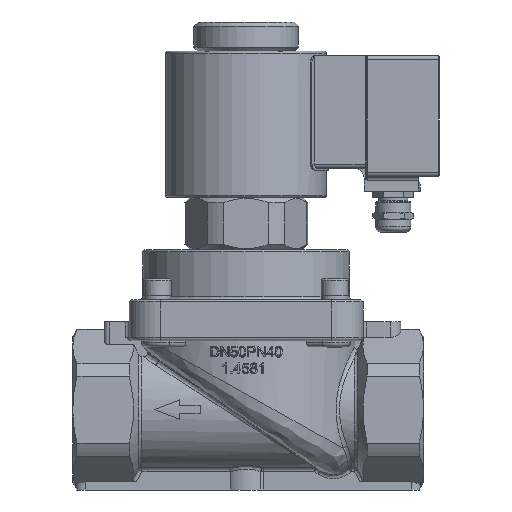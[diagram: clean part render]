
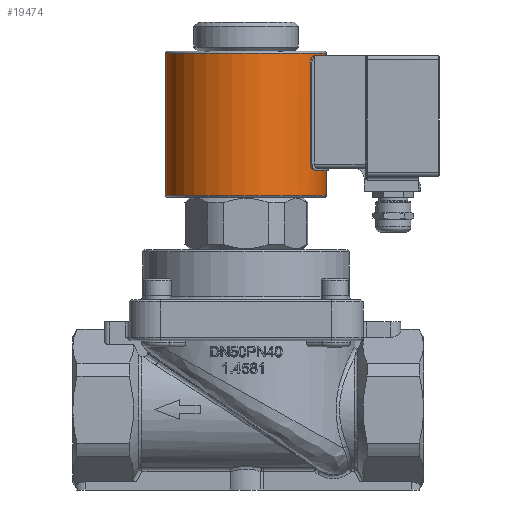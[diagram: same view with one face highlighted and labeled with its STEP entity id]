
A CAD part, left-side view. The second image highlights one B-rep face of the part: STEP entity #19474.
In plain terms, the highlighted cylindrical face has radius 38.5 mm (diameter 77 mm), a full revolution.
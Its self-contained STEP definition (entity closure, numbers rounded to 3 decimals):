
#520=LINE('',#28605,#1652);
#521=LINE('',#28607,#1653);
#1652=VECTOR('',#22688,47.);
#1653=VECTOR('',#22691,47.);
#2700=B_SPLINE_CURVE_WITH_KNOTS('',3,(#28531,#28532,#28533,#28534,#28535,
#28536,#28537,#28538,#28539,#28540),.UNSPECIFIED.,.F.,.F.,(4,2,2,2,4),(-0.603,
-0.452,-0.301,-0.151,0.),
 .UNSPECIFIED.);
#2703=B_SPLINE_CURVE_WITH_KNOTS('',3,(#28561,#28562,#28563,#28564,#28565,
#28566,#28567,#28568,#28569,#28570),.UNSPECIFIED.,.F.,.F.,(4,2,2,2,4),(0.,
0.151,0.301,0.452,0.603),
 .UNSPECIFIED.);
#2704=B_SPLINE_CURVE_WITH_KNOTS('',3,(#28575,#28576,#28577,#28578,#28579,
#28580,#28581,#28582,#28583,#28584),.UNSPECIFIED.,.F.,.F.,(4,2,2,2,4),(0.606,
0.757,0.908,1.059,1.21),
 .UNSPECIFIED.);
#2705=B_SPLINE_CURVE_WITH_KNOTS('',3,(#28593,#28594,#28595,#28596,#28597,
#28598,#28599,#28600,#28601,#28602),.UNSPECIFIED.,.F.,.F.,(4,2,2,2,4),(1.21,
1.36,1.511,1.662,1.813),
 .UNSPECIFIED.);
#3916=FACE_BOUND('',#6012,.T.);
#3917=FACE_BOUND('',#6013,.T.);
#4696=FACE_OUTER_BOUND('',#6011,.T.);
#6011=EDGE_LOOP('',(#14858));
#6012=EDGE_LOOP('',(#14859));
#6013=EDGE_LOOP('',(#14860,#14861,#14862,#14863,#14864,#14865,#14866,#14867));
#6768=CIRCLE('',#20308,38.5);
#7167=CIRCLE('',#21114,38.5);
#7193=CIRCLE('',#21196,38.5);
#7194=CIRCLE('',#21197,38.5);
#7774=VERTEX_POINT('',#28529);
#7775=VERTEX_POINT('',#28530);
#7778=VERTEX_POINT('',#28558);
#7779=VERTEX_POINT('',#28560);
#7780=VERTEX_POINT('',#28573);
#7781=VERTEX_POINT('',#28574);
#7782=VERTEX_POINT('',#28588);
#7783=VERTEX_POINT('',#28592);
#8481=VERTEX_POINT('',#31977);
#8482=VERTEX_POINT('',#31979);
#9616=EDGE_CURVE('',#7774,#7775,#2700,.T.);
#9622=EDGE_CURVE('',#7779,#7778,#2703,.T.);
#9624=EDGE_CURVE('',#7780,#7781,#2704,.T.);
#9627=EDGE_CURVE('',#7782,#7780,#6768,.T.);
#9629=EDGE_CURVE('',#7783,#7782,#2705,.T.);
#9631=EDGE_CURVE('',#7775,#7783,#520,.T.);
#9632=EDGE_CURVE('',#7781,#7779,#521,.T.);
#10698=EDGE_CURVE('',#7778,#7774,#7167,.T.);
#10755=EDGE_CURVE('',#8481,#8481,#7193,.T.);
#10756=EDGE_CURVE('',#8482,#8482,#7194,.T.);
#14858=ORIENTED_EDGE('',*,*,#10755,.F.);
#14859=ORIENTED_EDGE('',*,*,#10756,.F.);
#14860=ORIENTED_EDGE('',*,*,#9624,.T.);
#14861=ORIENTED_EDGE('',*,*,#9632,.T.);
#14862=ORIENTED_EDGE('',*,*,#9622,.T.);
#14863=ORIENTED_EDGE('',*,*,#10698,.T.);
#14864=ORIENTED_EDGE('',*,*,#9616,.T.);
#14865=ORIENTED_EDGE('',*,*,#9631,.T.);
#14866=ORIENTED_EDGE('',*,*,#9629,.T.);
#14867=ORIENTED_EDGE('',*,*,#9627,.T.);
#17527=CYLINDRICAL_SURFACE('',#21195,38.5);
#19474=ADVANCED_FACE('',(#4696,#3916,#3917),#17527,.T.);
#20308=AXIS2_PLACEMENT_3D('',#28589,#22680,#22681);
#21114=AXIS2_PLACEMENT_3D('',#31855,#24845,#24846);
#21195=AXIS2_PLACEMENT_3D('',#31976,#25033,#25034);
#21196=AXIS2_PLACEMENT_3D('',#31978,#25035,#25036);
#21197=AXIS2_PLACEMENT_3D('',#31980,#25037,#25038);
#22680=DIRECTION('center_axis',(0.,0.,
-1.));
#22681=DIRECTION('ref_axis',(1.,0.,0.));
#22688=DIRECTION('',(0.,0.,-1.));
#22691=DIRECTION('',(0.,0.,1.));
#24845=DIRECTION('center_axis',(0.,0.,
1.));
#24846=DIRECTION('ref_axis',(1.,0.,0.));
#25033=DIRECTION('center_axis',(0.,0.,
-1.));
#25034=DIRECTION('ref_axis',(1.,0.,0.));
#25035=DIRECTION('center_axis',(0.,0.,
1.));
#25036=DIRECTION('ref_axis',(1.,0.,0.));
#25037=DIRECTION('center_axis',(0.,0.,
-1.));
#25038=DIRECTION('ref_axis',(1.,0.,0.));
#28529=CARTESIAN_POINT('',(19.968,-32.917,169.6));
#28530=CARTESIAN_POINT('',(23.28,-30.664,165.6));
#28531=CARTESIAN_POINT('Ctrl Pts',(19.968,-32.917,169.6));
#28532=CARTESIAN_POINT('Ctrl Pts',(20.398,-32.656,169.6));
#28533=CARTESIAN_POINT('Ctrl Pts',(20.852,-32.368,169.5));
#28534=CARTESIAN_POINT('Ctrl Pts',(21.675,-31.822,169.092));
#28535=CARTESIAN_POINT('Ctrl Pts',(22.046,-31.565,168.784));
#28536=CARTESIAN_POINT('Ctrl Pts',(22.625,-31.152,168.073));
#28537=CARTESIAN_POINT('Ctrl Pts',(22.873,-30.97,167.624));
#28538=CARTESIAN_POINT('Ctrl Pts',(23.2,-30.725,166.638));
#28539=CARTESIAN_POINT('Ctrl Pts',(23.28,-30.664,166.102));
#28540=CARTESIAN_POINT('Ctrl Pts',(23.28,-30.664,165.6));
#28558=CARTESIAN_POINT('',(-19.968,-32.917,169.6));
#28560=CARTESIAN_POINT('',(-23.28,-30.664,165.6));
#28561=CARTESIAN_POINT('Ctrl Pts',(-23.28,-30.664,
165.6));
#28562=CARTESIAN_POINT('Ctrl Pts',(-23.28,-30.664,
166.102));
#28563=CARTESIAN_POINT('Ctrl Pts',(-23.2,-30.725,
166.638));
#28564=CARTESIAN_POINT('Ctrl Pts',(-22.873,-30.97,167.624));
#28565=CARTESIAN_POINT('Ctrl Pts',(-22.625,-31.152,
168.073));
#28566=CARTESIAN_POINT('Ctrl Pts',(-22.046,-31.565,
168.784));
#28567=CARTESIAN_POINT('Ctrl Pts',(-21.675,-31.822,
169.092));
#28568=CARTESIAN_POINT('Ctrl Pts',(-20.852,-32.368,169.5));
#28569=CARTESIAN_POINT('Ctrl Pts',(-20.398,-32.656,
169.6));
#28570=CARTESIAN_POINT('Ctrl Pts',(-19.968,-32.917,
169.6));
#28573=CARTESIAN_POINT('',(-19.968,-32.917,114.6));
#28574=CARTESIAN_POINT('',(-23.28,-30.664,118.6));
#28575=CARTESIAN_POINT('Ctrl Pts',(-19.968,-32.917,
114.6));
#28576=CARTESIAN_POINT('Ctrl Pts',(-20.398,-32.656,114.6));
#28577=CARTESIAN_POINT('Ctrl Pts',(-20.852,-32.368,
114.7));
#28578=CARTESIAN_POINT('Ctrl Pts',(-21.675,-31.822,115.108));
#28579=CARTESIAN_POINT('Ctrl Pts',(-22.046,-31.565,
115.416));
#28580=CARTESIAN_POINT('Ctrl Pts',(-22.625,-31.152,
116.127));
#28581=CARTESIAN_POINT('Ctrl Pts',(-22.873,-30.97,
116.576));
#28582=CARTESIAN_POINT('Ctrl Pts',(-23.2,-30.725,
117.562));
#28583=CARTESIAN_POINT('Ctrl Pts',(-23.28,-30.664,
118.098));
#28584=CARTESIAN_POINT('Ctrl Pts',(-23.28,-30.664,
118.6));
#28588=CARTESIAN_POINT('',(19.968,-32.917,114.6));
#28589=CARTESIAN_POINT('Origin',(0.,0.,
114.6));
#28592=CARTESIAN_POINT('',(23.28,-30.664,118.6));
#28593=CARTESIAN_POINT('Ctrl Pts',(23.28,-30.664,118.6));
#28594=CARTESIAN_POINT('Ctrl Pts',(23.28,-30.664,118.098));
#28595=CARTESIAN_POINT('Ctrl Pts',(23.2,-30.725,117.562));
#28596=CARTESIAN_POINT('Ctrl Pts',(22.873,-30.97,116.576));
#28597=CARTESIAN_POINT('Ctrl Pts',(22.625,-31.152,116.127));
#28598=CARTESIAN_POINT('Ctrl Pts',(22.046,-31.565,115.416));
#28599=CARTESIAN_POINT('Ctrl Pts',(21.675,-31.822,115.108));
#28600=CARTESIAN_POINT('Ctrl Pts',(20.852,-32.368,114.7));
#28601=CARTESIAN_POINT('Ctrl Pts',(20.398,-32.656,114.6));
#28602=CARTESIAN_POINT('Ctrl Pts',(19.968,-32.917,114.6));
#28605=CARTESIAN_POINT('',(23.28,-30.664,171.6));
#28607=CARTESIAN_POINT('',(-23.28,-30.664,171.6));
#31855=CARTESIAN_POINT('Origin',(0.,0.,
169.6));
#31976=CARTESIAN_POINT('Origin',(0.,0.,
171.6));
#31977=CARTESIAN_POINT('',(-38.5,0.,170.6));
#31978=CARTESIAN_POINT('Origin',(0.,0.,
170.6));
#31979=CARTESIAN_POINT('',(-38.5,0.,102.6));
#31980=CARTESIAN_POINT('Origin',(0.,0.,
102.6));
